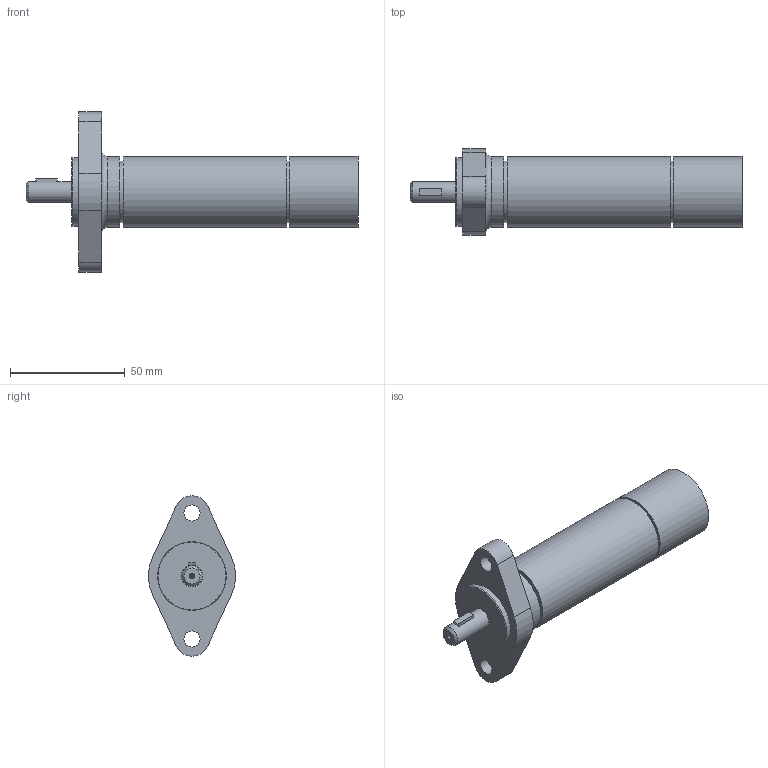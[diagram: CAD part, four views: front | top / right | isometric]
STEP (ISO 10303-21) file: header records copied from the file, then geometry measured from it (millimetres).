
FILE_DESCRIPTION(/* description */ (''),/* implementation_level */ '2;1');
FILE_NAME(/* name */ 'MUD 9-330 F55_29906477.stp',/* time_stamp */ '2018-11-14T12:49:21+01:00',/* author */ ('flambert'),/* organization */ (''),/* preprocessor_version */ 'ST-DEVELOPER v17',/* originating_system */ 'Autodesk Inventor 2018',/* authorisation */ '');
FILE_SCHEMA (('AUTOMOTIVE_DESIGN { 1 0 10303 214 3 1 1 }'));
Length unit declared in the file: millimetre
Products named in the file (1): MUD 9-330 F55_29906477
Bounding box: 144.9 x 37.86 x 70 mm (x, y, z)
Volume: 102964.7 mm3; surface area: 19122.2 mm2
Topology: 1 solids, 5 shells, 146 faces, 370 edges, 248 vertices
Faces by surface type: plane 91, cylinder 27, cone 13, torus 8, bspline 7
Full cylindrical faces by diameter (mm): 1 x1, 7 x2, 8.566 x3, 9 x1, 9.5 x1, 10.362 x1, 16 x3, 26.789 x2, 26.917 x1, 30 x1, 31 x3
Entity records: 4730 total; most frequent: CARTESIAN_POINT 887, DIRECTION 760, ORIENTED_EDGE 738, EDGE_CURVE 369, AXIS2_PLACEMENT_3D 267, VERTEX_POINT 248, LINE 226, VECTOR 226
